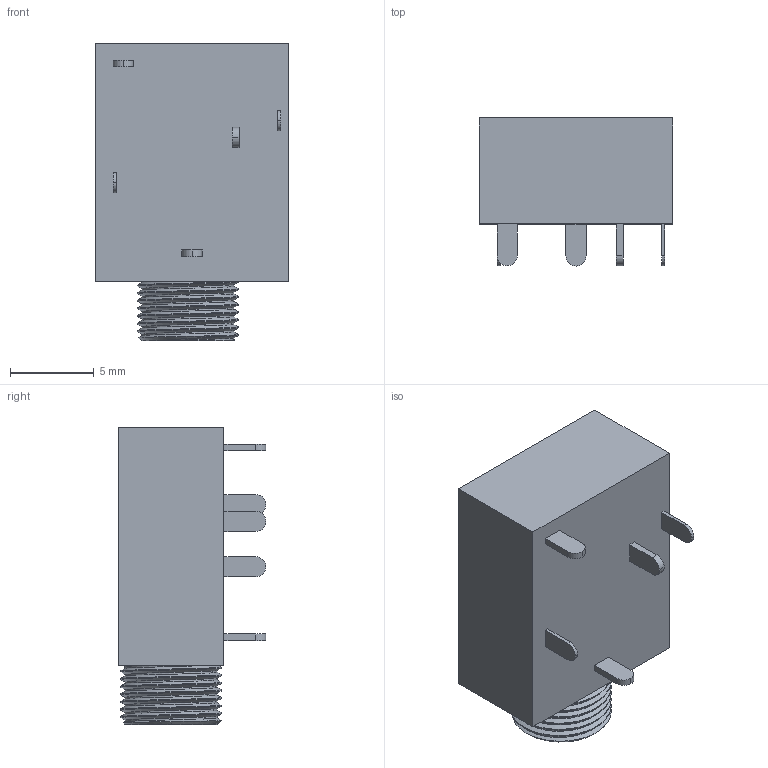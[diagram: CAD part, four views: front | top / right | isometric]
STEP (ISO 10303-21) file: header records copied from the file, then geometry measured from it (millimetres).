
FILE_DESCRIPTION (( 'STEP AP214' ), '1' );
FILE_NAME ('PJ324M.STEP', '2024-06-03T04:10:02', ( 'LENOVO' ), ( '' ), 'SwSTEP 2.0', 'SolidWorks 2021', '' );
FILE_SCHEMA (( 'AUTOMOTIVE_DESIGN' ));
Length unit declared in the file: millimetre
Products named in the file (1): PJ324M
Bounding box: 11.5 x 8.8 x 17.7 mm (x, y, z)
Volume: 1088.7 mm3; surface area: 879.2 mm2
Topology: 7 solids, 7 shells, 70 faces, 162 edges, 107 vertices
Faces by surface type: plane 34, cylinder 28, cone 5, bspline 3
Entity records: 3468 total; most frequent: CARTESIAN_POINT 1875, ORIENTED_EDGE 324, DIRECTION 288, EDGE_CURVE 162, VERTEX_POINT 107, AXIS2_PLACEMENT_3D 100, VECTOR 88, LINE 88
